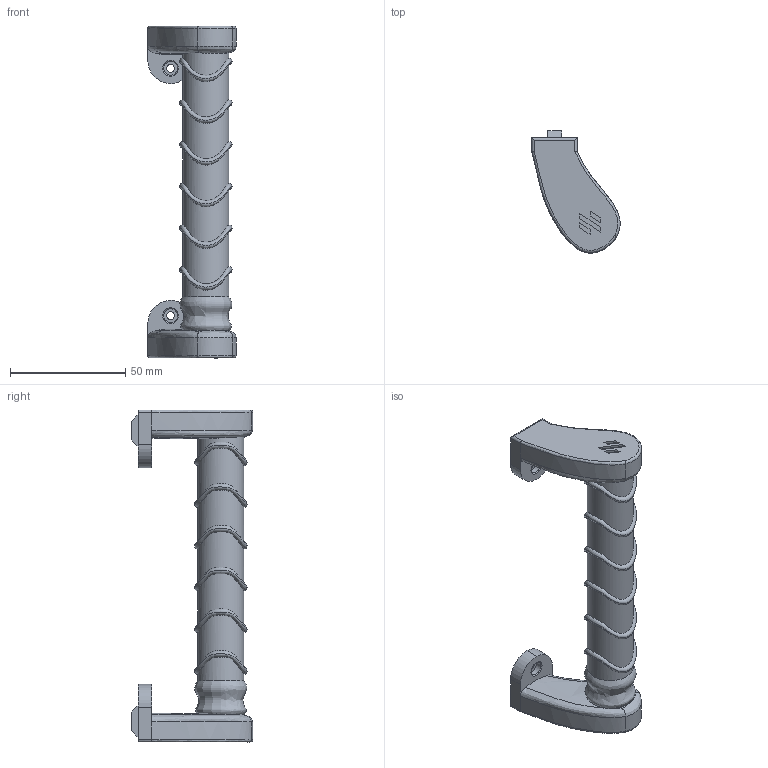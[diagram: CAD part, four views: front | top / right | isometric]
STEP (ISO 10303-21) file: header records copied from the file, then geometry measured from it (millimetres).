
FILE_DESCRIPTION(/* description */ (''),/* implementation_level */ '2;1');
FILE_NAME(/* name */ 'Thor''s Door hammer. v2.step',/* time_stamp */ '2022-08-24T18:15:58-05:00',/* author */ (''),/* organization */ (''),/* preprocessor_version */ 'ST-DEVELOPER v19',/* originating_system */ 'Autodesk Translation Framework v11.7.0.108',/* authorisation */ '');
FILE_SCHEMA (('AUTOMOTIVE_DESIGN { 1 0 10303 214 3 1 1 }'));
Length unit declared in the file: millimetre
Products named in the file (1): Thor's Door hammer.
Bounding box: 38.31 x 52.88 x 144.14 mm (x, y, z)
Volume: 44942.9 mm3; surface area: 26633.3 mm2
Topology: 3 solids, 3 shells, 119 faces, 274 edges, 172 vertices
Faces by surface type: plane 57, bspline 35, cylinder 25, cone 2
Full cylindrical faces by diameter (mm): 3.4 x2, 6 x2, 15 x1, 20 x1, 20.01 x7, 20.25 x2
Entity records: 11509 total; most frequent: CARTESIAN_POINT 9024, ORIENTED_EDGE 548, DIRECTION 391, EDGE_CURVE 274, VERTEX_POINT 172, LINE 145, VECTOR 145, EDGE_LOOP 136
